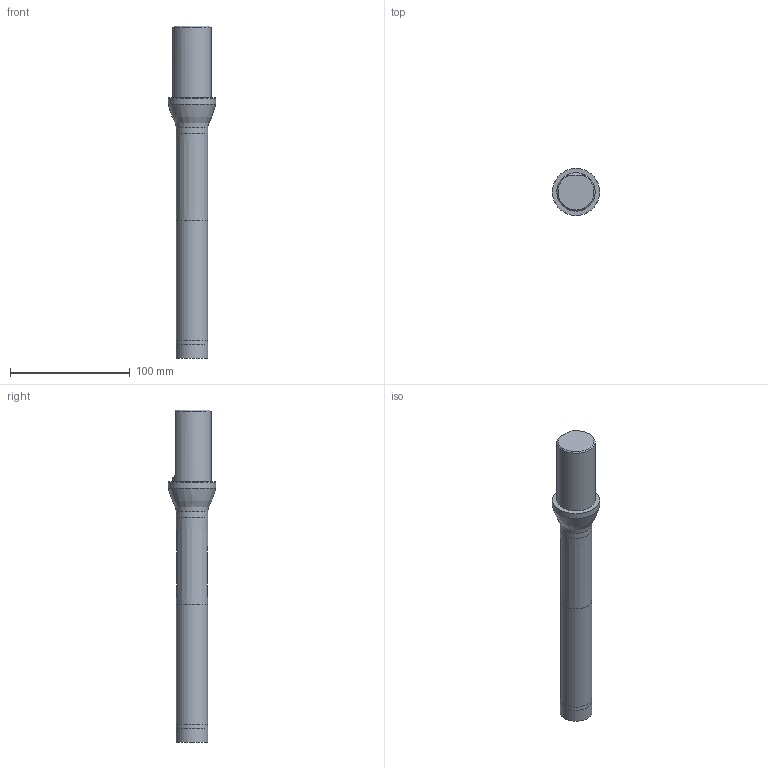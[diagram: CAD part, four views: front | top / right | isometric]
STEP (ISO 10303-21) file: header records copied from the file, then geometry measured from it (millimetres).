
FILE_DESCRIPTION(/* description */ (''),/* implementation_level */ '2;1');
FILE_NAME(/* name */ 'TOOLASSEMBLY_1.STP',/* time_stamp */ '2024-01-26T11:02:43+01:00',/* author */ (''),/* organization */ ('SMS'),/* preprocessor_version */ 'ST-DEVELOPER v16.7',/* originating_system */ 'SIEMENS PLM Software NX 12.0',/* authorisation */ '');
FILE_SCHEMA (('AUTOMOTIVE_DESIGN { 1 0 10303 214 3 1 1 1 }'));
Length unit declared in the file: millimetre
Products named in the file (4): CUT_20240126110205; CUT_20240126110204; NOCUT_20240126110132; TOOLASSEMBLY_1
Assembly tree (3 placements, depth 2):
  TOOLASSEMBLY_1
    NOCUT_20240126110132
    CUT_20240126110204
    CUT_20240126110205
Bounding box: 39.5 x 39.5 x 276.73 mm (x, y, z)
Volume: 173303.6 mm3; surface area: 26248.7 mm2
Topology: 1 solids, 1 shells, 15 faces, 31 edges, 24 vertices
Faces by surface type: cylinder 6, plane 4, cone 4, revolution 1
Full cylindrical faces by diameter (mm): 26.055 x1, 26.325 x2, 31.992 x1, 39.5 x1
Entity records: 705 total; most frequent: CARTESIAN_POINT 256, DIRECTION 81, ORIENTED_EDGE 38, AXIS2_PLACEMENT_3D 38, EDGE_LOOP 25, FACE_BOUND 20, EDGE_CURVE 19, VERTEX_POINT 16
